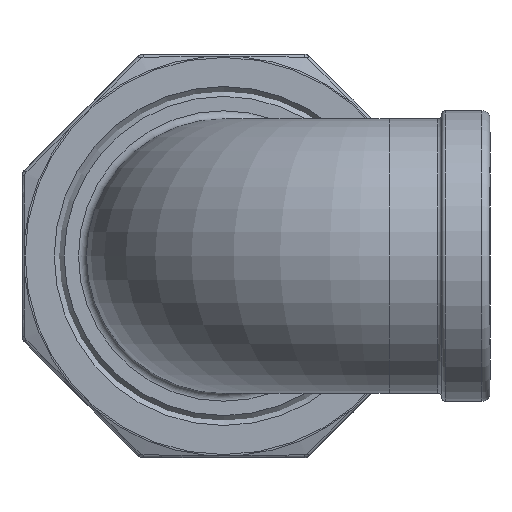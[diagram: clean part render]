
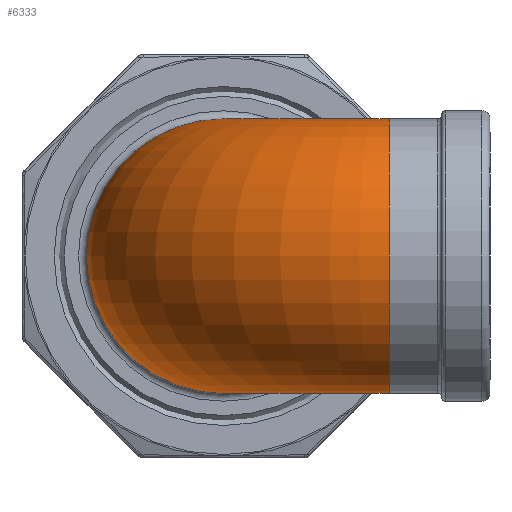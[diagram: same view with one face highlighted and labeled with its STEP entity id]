
A CAD part, left-side view. The second image highlights one B-rep face of the part: STEP entity #6333.
In plain terms, the highlighted toroidal (fillet/blend) face has major radius 20.5 mm and minor radius 17 mm.
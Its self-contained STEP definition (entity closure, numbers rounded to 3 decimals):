
#869 = CIRCLE ( 'NONE', #1566, 17. ) ;
#1566 = AXIS2_PLACEMENT_3D ( 'NONE', #10936, #2803, #9317 ) ;
#2106 = AXIS2_PLACEMENT_3D ( 'NONE', #8343, #5257, #3346 ) ;
#2264 = AXIS2_PLACEMENT_3D ( 'NONE', #19347, #20842, #7716 ) ;
#2803 = DIRECTION ( 'NONE',  ( -1., 0., 0. ) ) ;
#2962 = VERTEX_POINT ( 'NONE', #16081 ) ;
#3346 = DIRECTION ( 'NONE',  ( 1., 0., 0. ) ) ;
#5257 = DIRECTION ( 'NONE',  ( 0., 0., 1. ) ) ;
#6315 = EDGE_LOOP ( 'NONE', ( #6968 ) ) ;
#6333 = ADVANCED_FACE ( 'NONE', ( #11818, #15066 ), #20271, .T. ) ;
#6968 = ORIENTED_EDGE ( 'NONE', *, *, #11165, .T. ) ;
#7716 = DIRECTION ( 'NONE',  ( 1., 0., 0. ) ) ;
#8343 = CARTESIAN_POINT ( 'NONE',  ( -21., -20.5, 0. ) ) ;
#9317 = DIRECTION ( 'NONE',  ( 0., -1., 0. ) ) ;
#10126 = VERTEX_POINT ( 'NONE', #13073 ) ;
#10936 = CARTESIAN_POINT ( 'NONE',  ( -21., 0., 0. ) ) ;
#11165 = EDGE_CURVE ( 'NONE', #2962, #2962, #869, .T. ) ;
#11500 = CIRCLE ( 'NONE', #2264, 17. ) ;
#11818 = FACE_OUTER_BOUND ( 'NONE', #18381, .T. ) ;
#13073 = CARTESIAN_POINT ( 'NONE',  ( -24.5, -20.5, 0. ) ) ;
#15066 = FACE_OUTER_BOUND ( 'NONE', #6315, .T. ) ;
#16081 = CARTESIAN_POINT ( 'NONE',  ( -21., -17., 0. ) ) ;
#16365 = ORIENTED_EDGE ( 'NONE', *, *, #18794, .F. ) ;
#18381 = EDGE_LOOP ( 'NONE', ( #16365 ) ) ;
#18794 = EDGE_CURVE ( 'NONE', #10126, #10126, #11500, .T. ) ;
#19347 = CARTESIAN_POINT ( 'NONE',  ( -41.5, -20.5, 0. ) ) ;
#20271 = TOROIDAL_SURFACE ( 'NONE', #2106, 20.5, 17. ) ;
#20842 = DIRECTION ( 'NONE',  ( 0., -1., 0. ) ) ;
